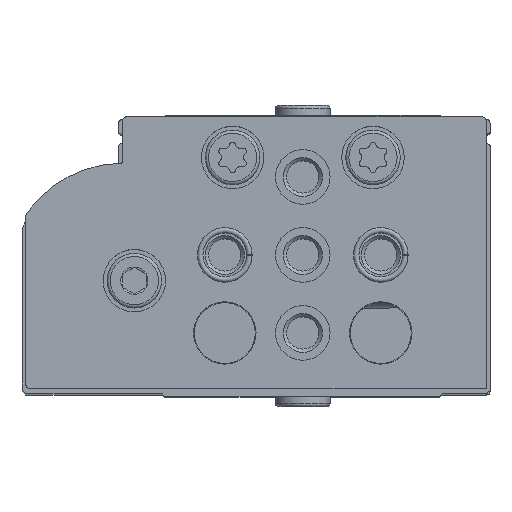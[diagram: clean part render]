
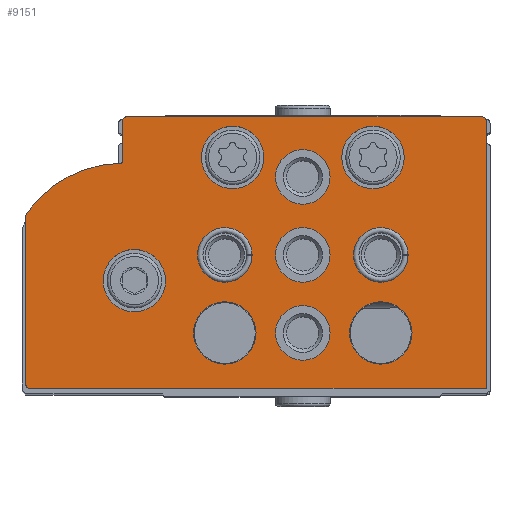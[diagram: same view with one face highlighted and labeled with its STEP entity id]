
A CAD part, top view. The second image highlights one B-rep face of the part: STEP entity #9151.
In plain terms, the highlighted face is planar.
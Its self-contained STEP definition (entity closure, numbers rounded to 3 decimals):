
#917=LINE('',#15494,#1589);
#919=LINE('',#15498,#1591);
#922=LINE('',#15506,#1594);
#927=LINE('',#15522,#1599);
#930=LINE('',#15530,#1602);
#1589=VECTOR('',#12521,1000.);
#1591=VECTOR('',#12525,1000.);
#1594=VECTOR('',#12534,1000.);
#1599=VECTOR('',#12553,1000.);
#1602=VECTOR('',#12562,1000.);
#3425=ORIENTED_EDGE('',*,*,#5102,.T.);
#3426=ORIENTED_EDGE('',*,*,#5103,.T.);
#3427=ORIENTED_EDGE('',*,*,#5104,.T.);
#3428=ORIENTED_EDGE('',*,*,#5105,.T.);
#3429=ORIENTED_EDGE('',*,*,#5106,.T.);
#3430=ORIENTED_EDGE('',*,*,#5107,.T.);
#3431=ORIENTED_EDGE('',*,*,#5108,.T.);
#3432=ORIENTED_EDGE('',*,*,#5109,.T.);
#3433=ORIENTED_EDGE('',*,*,#5110,.T.);
#3434=ORIENTED_EDGE('',*,*,#5111,.T.);
#3435=ORIENTED_EDGE('',*,*,#5079,.F.);
#3436=ORIENTED_EDGE('',*,*,#5100,.F.);
#3437=ORIENTED_EDGE('',*,*,#5098,.F.);
#3438=ORIENTED_EDGE('',*,*,#5096,.F.);
#3439=ORIENTED_EDGE('',*,*,#5094,.T.);
#3440=ORIENTED_EDGE('',*,*,#5092,.F.);
#3441=ORIENTED_EDGE('',*,*,#5090,.F.);
#3442=ORIENTED_EDGE('',*,*,#5088,.F.);
#3443=ORIENTED_EDGE('',*,*,#5086,.F.);
#3444=ORIENTED_EDGE('',*,*,#5084,.F.);
#3445=ORIENTED_EDGE('',*,*,#5082,.F.);
#5079=EDGE_CURVE('',#6093,#6094,#6676,.T.);
#5082=EDGE_CURVE('',#6094,#6095,#917,.T.);
#5084=EDGE_CURVE('',#6095,#6096,#919,.T.);
#5086=EDGE_CURVE('',#6096,#6097,#6677,.T.);
#5088=EDGE_CURVE('',#6097,#6098,#922,.T.);
#5090=EDGE_CURVE('',#6098,#6099,#6678,.T.);
#5092=EDGE_CURVE('',#6099,#6100,#6679,.T.);
#5094=EDGE_CURVE('',#6101,#6100,#6680,.T.);
#5096=EDGE_CURVE('',#6101,#6102,#927,.T.);
#5098=EDGE_CURVE('',#6102,#6103,#6681,.T.);
#5100=EDGE_CURVE('',#6103,#6093,#930,.T.);
#5102=EDGE_CURVE('',#6104,#6104,#6682,.T.);
#5103=EDGE_CURVE('',#6105,#6105,#6683,.T.);
#5104=EDGE_CURVE('',#6106,#6106,#6684,.T.);
#5105=EDGE_CURVE('',#6107,#6107,#6685,.T.);
#5106=EDGE_CURVE('',#6108,#6108,#6686,.T.);
#5107=EDGE_CURVE('',#6109,#6109,#6687,.T.);
#5108=EDGE_CURVE('',#6110,#6110,#6688,.T.);
#5109=EDGE_CURVE('',#6111,#6111,#6689,.T.);
#5110=EDGE_CURVE('',#6112,#6112,#6690,.T.);
#5111=EDGE_CURVE('',#6113,#6113,#6691,.T.);
#6093=VERTEX_POINT('',#15489);
#6094=VERTEX_POINT('',#15490);
#6095=VERTEX_POINT('',#15495);
#6096=VERTEX_POINT('',#15499);
#6097=VERTEX_POINT('',#15503);
#6098=VERTEX_POINT('',#15507);
#6099=VERTEX_POINT('',#15511);
#6100=VERTEX_POINT('',#15515);
#6101=VERTEX_POINT('',#15519);
#6102=VERTEX_POINT('',#15523);
#6103=VERTEX_POINT('',#15527);
#6104=VERTEX_POINT('',#15534);
#6105=VERTEX_POINT('',#15536);
#6106=VERTEX_POINT('',#15538);
#6107=VERTEX_POINT('',#15540);
#6108=VERTEX_POINT('',#15542);
#6109=VERTEX_POINT('',#15544);
#6110=VERTEX_POINT('',#15546);
#6111=VERTEX_POINT('',#15548);
#6112=VERTEX_POINT('',#15550);
#6113=VERTEX_POINT('',#15552);
#6676=CIRCLE('',#10252,0.5);
#6677=CIRCLE('',#10256,0.5);
#6678=CIRCLE('',#10259,1.);
#6679=CIRCLE('',#10261,15.);
#6680=CIRCLE('',#10263,0.3);
#6681=CIRCLE('',#10266,0.5);
#6682=CIRCLE('',#10269,4.);
#6683=CIRCLE('',#10270,4.);
#6684=CIRCLE('',#10271,4.);
#6685=CIRCLE('',#10272,3.5);
#6686=CIRCLE('',#10273,3.5);
#6687=CIRCLE('',#10274,3.5);
#6688=CIRCLE('',#10275,3.5);
#6689=CIRCLE('',#10276,3.5);
#6690=CIRCLE('',#10277,4.);
#6691=CIRCLE('',#10278,4.);
#7367=EDGE_LOOP('',(#3425));
#7368=EDGE_LOOP('',(#3426));
#7369=EDGE_LOOP('',(#3427));
#7370=EDGE_LOOP('',(#3428));
#7371=EDGE_LOOP('',(#3429));
#7372=EDGE_LOOP('',(#3430));
#7373=EDGE_LOOP('',(#3431));
#7374=EDGE_LOOP('',(#3432));
#7375=EDGE_LOOP('',(#3433));
#7376=EDGE_LOOP('',(#3434));
#7377=EDGE_LOOP('',(#3435,#3436,#3437,#3438,#3439,#3440,#3441,#3442,#3443,
#3444,#3445));
#8198=FACE_BOUND('',#7367,.T.);
#8199=FACE_BOUND('',#7368,.T.);
#8200=FACE_BOUND('',#7369,.T.);
#8201=FACE_BOUND('',#7370,.T.);
#8202=FACE_BOUND('',#7371,.T.);
#8203=FACE_BOUND('',#7372,.T.);
#8204=FACE_BOUND('',#7373,.T.);
#8205=FACE_BOUND('',#7374,.T.);
#8206=FACE_BOUND('',#7375,.T.);
#8207=FACE_BOUND('',#7376,.T.);
#8208=FACE_BOUND('',#7377,.T.);
#8716=PLANE('',#10268);
#9151=ADVANCED_FACE('',(#8198,#8199,#8200,#8201,#8202,#8203,#8204,#8205,
#8206,#8207,#8208),#8716,.F.);
#10252=AXIS2_PLACEMENT_3D('',#15488,#12515,#12516);
#10256=AXIS2_PLACEMENT_3D('',#15502,#12529,#12530);
#10259=AXIS2_PLACEMENT_3D('',#15510,#12538,#12539);
#10261=AXIS2_PLACEMENT_3D('',#15514,#12543,#12544);
#10263=AXIS2_PLACEMENT_3D('',#15518,#12548,#12549);
#10266=AXIS2_PLACEMENT_3D('',#15526,#12557,#12558);
#10268=AXIS2_PLACEMENT_3D('',#15532,#12564,#12565);
#10269=AXIS2_PLACEMENT_3D('',#15533,#12566,#12567);
#10270=AXIS2_PLACEMENT_3D('',#15535,#12568,#12569);
#10271=AXIS2_PLACEMENT_3D('',#15537,#12570,#12571);
#10272=AXIS2_PLACEMENT_3D('',#15539,#12572,#12573);
#10273=AXIS2_PLACEMENT_3D('',#15541,#12574,#12575);
#10274=AXIS2_PLACEMENT_3D('',#15543,#12576,#12577);
#10275=AXIS2_PLACEMENT_3D('',#15545,#12578,#12579);
#10276=AXIS2_PLACEMENT_3D('',#15547,#12580,#12581);
#10277=AXIS2_PLACEMENT_3D('',#15549,#12582,#12583);
#10278=AXIS2_PLACEMENT_3D('',#15551,#12584,#12585);
#12515=DIRECTION('',(0.,0.,1.));
#12516=DIRECTION('',(1.,0.,0.));
#12521=DIRECTION('',(0.,-1.,0.));
#12525=DIRECTION('',(1.,0.,0.));
#12529=DIRECTION('',(0.,0.,1.));
#12530=DIRECTION('',(1.,0.,0.));
#12534=DIRECTION('',(0.,1.,0.));
#12538=DIRECTION('',(0.,0.,1.));
#12539=DIRECTION('',(1.,0.,0.));
#12543=DIRECTION('',(0.,0.,1.));
#12544=DIRECTION('',(1.,0.,0.));
#12548=DIRECTION('',(0.,0.,1.));
#12549=DIRECTION('',(1.,0.,0.));
#12553=DIRECTION('',(0.,1.,0.));
#12557=DIRECTION('',(0.,0.,1.));
#12558=DIRECTION('',(1.,0.,0.));
#12562=DIRECTION('',(-1.,0.,0.));
#12564=DIRECTION('',(0.,0.,1.));
#12565=DIRECTION('',(1.,0.,0.));
#12566=DIRECTION('',(0.,0.,1.));
#12567=DIRECTION('',(1.,0.,0.));
#12568=DIRECTION('',(0.,0.,1.));
#12569=DIRECTION('',(1.,0.,0.));
#12570=DIRECTION('',(0.,0.,1.));
#12571=DIRECTION('',(1.,0.,0.));
#12572=DIRECTION('',(0.,0.,1.));
#12573=DIRECTION('',(1.,0.,0.));
#12574=DIRECTION('',(0.,0.,1.));
#12575=DIRECTION('',(1.,0.,0.));
#12576=DIRECTION('',(0.,0.,1.));
#12577=DIRECTION('',(1.,0.,0.));
#12578=DIRECTION('',(0.,0.,1.));
#12579=DIRECTION('',(1.,0.,0.));
#12580=DIRECTION('',(0.,0.,1.));
#12581=DIRECTION('',(1.,0.,0.));
#12582=DIRECTION('',(0.,0.,1.));
#12583=DIRECTION('',(1.,0.,0.));
#12584=DIRECTION('',(0.,0.,1.));
#12585=DIRECTION('',(1.,0.,0.));
#15488=CARTESIAN_POINT('',(0.5,34.3,0.));
#15489=CARTESIAN_POINT('',(0.5,34.8,0.));
#15490=CARTESIAN_POINT('',(0.,34.3,0.));
#15494=CARTESIAN_POINT('',(0.,34.3,0.));
#15495=CARTESIAN_POINT('',(0.,0.,0.));
#15498=CARTESIAN_POINT('',(0.,0.,0.));
#15499=CARTESIAN_POINT('',(58.5,0.,0.));
#15502=CARTESIAN_POINT('',(58.5,0.5,0.));
#15503=CARTESIAN_POINT('',(59.,0.5,0.));
#15506=CARTESIAN_POINT('',(59.,0.5,0.));
#15507=CARTESIAN_POINT('',(59.,21.976,0.));
#15510=CARTESIAN_POINT('',(58.,21.976,0.));
#15511=CARTESIAN_POINT('',(58.814,22.557,0.));
#15514=CARTESIAN_POINT('',(46.6,13.85,0.));
#15515=CARTESIAN_POINT('',(46.894,28.847,0.));
#15518=CARTESIAN_POINT('',(46.9,29.147,0.));
#15519=CARTESIAN_POINT('',(46.6,29.147,0.));
#15522=CARTESIAN_POINT('',(46.6,29.147,0.));
#15523=CARTESIAN_POINT('',(46.6,34.3,0.));
#15526=CARTESIAN_POINT('',(46.1,34.3,0.));
#15527=CARTESIAN_POINT('',(46.1,34.8,0.));
#15530=CARTESIAN_POINT('',(46.1,34.8,0.));
#15532=CARTESIAN_POINT('',(0.5,34.3,0.));
#15533=CARTESIAN_POINT('',(45.1,13.8,0.));
#15534=CARTESIAN_POINT('',(49.1,13.8,0.));
#15535=CARTESIAN_POINT('',(32.5,29.6,0.));
#15536=CARTESIAN_POINT('',(36.5,29.6,0.));
#15537=CARTESIAN_POINT('',(14.5,29.6,0.));
#15538=CARTESIAN_POINT('',(18.5,29.6,0.));
#15539=CARTESIAN_POINT('',(23.5,27.1,0.));
#15540=CARTESIAN_POINT('',(27.,27.1,0.));
#15541=CARTESIAN_POINT('',(33.5,17.1,0.));
#15542=CARTESIAN_POINT('',(37.,17.1,0.));
#15543=CARTESIAN_POINT('',(23.5,17.1,0.));
#15544=CARTESIAN_POINT('',(27.,17.1,0.));
#15545=CARTESIAN_POINT('',(13.5,17.1,0.));
#15546=CARTESIAN_POINT('',(17.,17.1,0.));
#15547=CARTESIAN_POINT('',(23.5,7.1,0.));
#15548=CARTESIAN_POINT('',(27.,7.1,0.));
#15549=CARTESIAN_POINT('',(33.5,7.1,0.));
#15550=CARTESIAN_POINT('',(37.5,7.1,0.));
#15551=CARTESIAN_POINT('',(13.5,7.1,0.));
#15552=CARTESIAN_POINT('',(17.5,7.1,0.));
